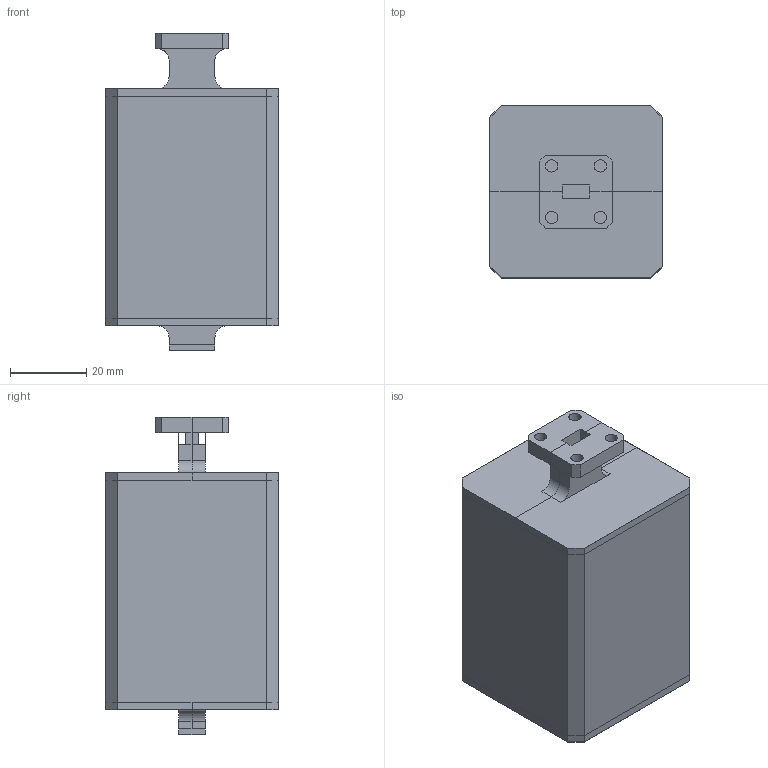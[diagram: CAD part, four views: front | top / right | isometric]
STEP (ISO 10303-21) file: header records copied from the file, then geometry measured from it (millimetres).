
FILE_DESCRIPTION (( 'STEP AP203' ), '1' );
FILE_NAME ('006155.STEP', '2021-09-20T13:55:40', ( '' ), ( '' ), 'SwSTEP 2.0', 'SolidWorks 2019', '' );
FILE_SCHEMA (( 'CONFIG_CONTROL_DESIGN' ));
Length unit declared in the file: millimetre
Products named in the file (1): 006155
Bounding box: 45.1 x 45.1 x 83 mm (x, y, z)
Surface area: 26243.7 mm2 (no closed solid volume)
Topology: 0 solids, 8 shells, 89 faces, 276 edges, 196 vertices
Faces by surface type: plane 73, cylinder 16
Entity records: 3128 total; most frequent: CARTESIAN_POINT 638, DIRECTION 484, ORIENTED_EDGE 444, EDGE_CURVE 276, VECTOR 240, LINE 240, VERTEX_POINT 196, AXIS2_PLACEMENT_3D 122
